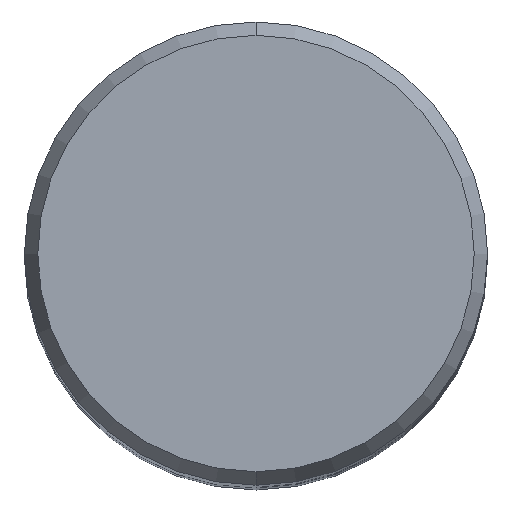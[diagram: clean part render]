
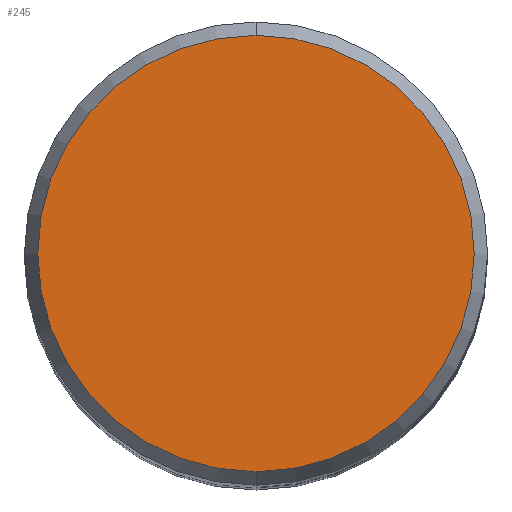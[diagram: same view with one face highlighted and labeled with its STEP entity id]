
A CAD part, top view. The second image highlights one B-rep face of the part: STEP entity #245.
In plain terms, the highlighted planar face has unit normal (0, 0, 1).
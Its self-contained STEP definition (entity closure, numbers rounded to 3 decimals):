
#119=EDGE_CURVE('',#223,#247,#307,.T.);
#187=EDGE_CURVE('',#247,#223,#387,.T.);
#223=VERTEX_POINT('',#427);
#245=ADVANCED_FACE('',(#452),#453,.T.);
#247=VERTEX_POINT('',#455);
#307=CIRCLE('',#511,7.479);
#387=CIRCLE('',#610,7.479);
#427=CARTESIAN_POINT('',(0.0,7.479,0.01));
#452=FACE_OUTER_BOUND('',#695,.T.);
#453=PLANE('',#696);
#455=CARTESIAN_POINT('',(0.,-7.479,0.01));
#511=AXIS2_PLACEMENT_3D('',#757,#758,#759);
#610=AXIS2_PLACEMENT_3D('',#874,#875,#876);
#695=EDGE_LOOP('',(#945,#946));
#696=AXIS2_PLACEMENT_3D('',#947,#948,#949);
#757=CARTESIAN_POINT('',(0.0,0.0,0.01));
#758=DIRECTION('',(0.0,0.0,-1.0));
#759=DIRECTION('',(0.0,1.0,0.0));
#874=CARTESIAN_POINT('',(0.0,0.0,0.01));
#875=DIRECTION('',(0.0,0.0,-1.0));
#876=DIRECTION('',(0.0,1.0,0.0));
#945=ORIENTED_EDGE('',*,*,#119,.F.);
#946=ORIENTED_EDGE('',*,*,#187,.F.);
#947=CARTESIAN_POINT('',(0.0,3.74,0.01));
#948=DIRECTION('',(-0.0,0.0,1.0));
#949=DIRECTION('',(0.0,-1.0,0.0));
